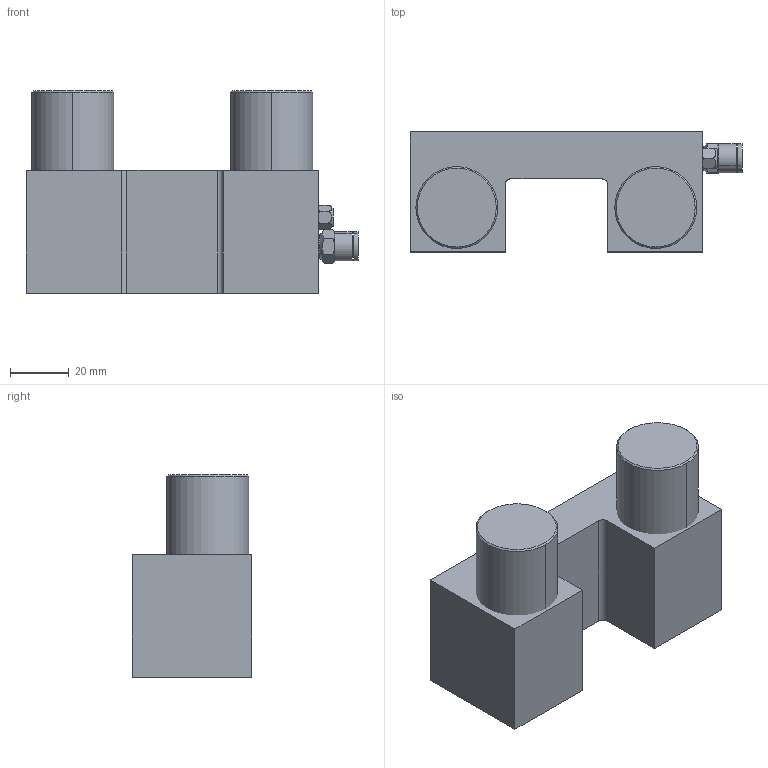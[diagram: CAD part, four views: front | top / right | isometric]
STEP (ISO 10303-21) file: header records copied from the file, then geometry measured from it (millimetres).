
FILE_DESCRIPTION (( 'STEP AP214' ), '1' );
FILE_NAME ('CPS35S(³£±ÕÐÍ).STEP', '2019-10-17T03:07:48', ( 'USER-' ), ( 'MS' ), 'SwSTEP 2.0', 'SolidWorks 2012', '' );
FILE_SCHEMA (( 'AUTOMOTIVE_DESIGN' ));
Length unit declared in the file: millimetre
Products named in the file (1): CPS35S(都敕倰)
Bounding box: 113.5 x 41 x 69.25 mm (x, y, z)
Volume: 171495.7 mm3; surface area: 30308.1 mm2
Topology: 5 solids, 5 shells, 103 faces, 230 edges, 140 vertices
Faces by surface type: plane 37, cylinder 34, cone 28, torus 4
Entity records: 4295 total; most frequent: CARTESIAN_POINT 822, DIRECTION 490, ORIENTED_EDGE 444, EDGE_CURVE 222, AXIS2_PLACEMENT_3D 196, VERTEX_POINT 140, EDGE_LOOP 116, UNCERTAINTY_MEASURE_WITH_UNIT 110
